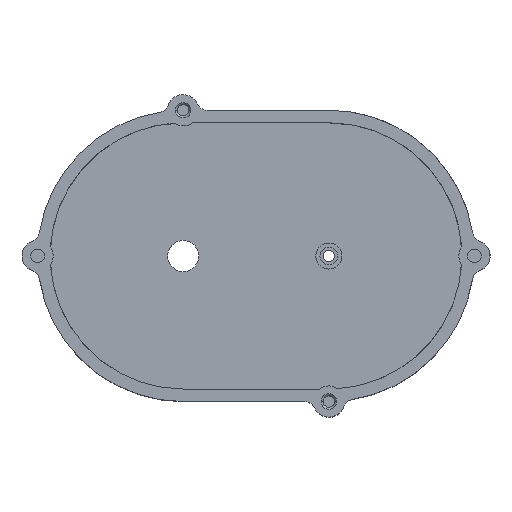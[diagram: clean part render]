
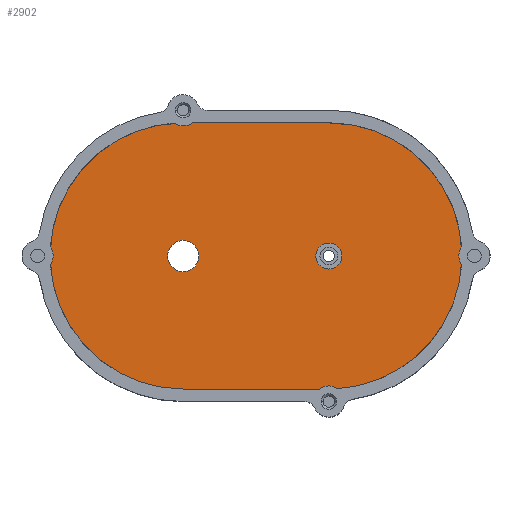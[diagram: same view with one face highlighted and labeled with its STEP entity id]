
A CAD part, top view. The second image highlights one B-rep face of the part: STEP entity #2902.
In plain terms, the highlighted planar face has unit normal (0, 0, 1).
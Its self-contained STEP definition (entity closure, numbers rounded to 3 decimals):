
#112=CARTESIAN_POINT('',(0.,70.,0.));
#113=DIRECTION('',(0.,0.,1.));
#114=DIRECTION('',(0.,1.,0.));
#115=AXIS2_PLACEMENT_3D('',#112,#113,#114);
#180=DIRECTION('',(1.,0.,0.));
#181=VECTOR('',#180,20.);
#182=CARTESIAN_POINT('',(0.,134.,0.));
#183=LINE('',#182,#181);
#196=DIRECTION('',(1.,0.,0.));
#197=VECTOR('',#196,20.);
#198=CARTESIAN_POINT('',(50.,134.,0.));
#199=LINE('',#198,#197);
#208=DIRECTION('',(0.,-1.,0.));
#209=VECTOR('',#208,6.);
#210=CARTESIAN_POINT('',(20.,140.,0.));
#211=LINE('',#210,#209);
#240=DIRECTION('',(-1.,0.,0.));
#241=VECTOR('',#240,30.);
#242=CARTESIAN_POINT('',(50.,140.,0.));
#243=LINE('',#242,#241);
#454=CARTESIAN_POINT('',(0.,70.,0.));
#455=DIRECTION('',(0.,0.,1.));
#456=DIRECTION('',(-1.,0.,0.));
#457=AXIS2_PLACEMENT_3D('',#454,#455,#456);
#459=CARTESIAN_POINT('',(0.,70.,0.));
#460=DIRECTION('',(0.,0.,1.));
#461=DIRECTION('',(1.,0.,0.));
#462=AXIS2_PLACEMENT_3D('',#459,#460,#461);
#474=CARTESIAN_POINT('',(70.,70.,0.));
#475=DIRECTION('',(0.,0.,1.));
#476=DIRECTION('',(-1.,0.,0.));
#477=AXIS2_PLACEMENT_3D('',#474,#475,#476);
#479=CARTESIAN_POINT('',(70.,70.,0.));
#480=DIRECTION('',(0.,0.,1.));
#481=DIRECTION('',(1.,0.,0.));
#482=AXIS2_PLACEMENT_3D('',#479,#480,#481);
#494=DIRECTION('',(0.,-1.,0.));
#495=VECTOR('',#494,6.);
#496=CARTESIAN_POINT('',(50.,140.,0.));
#497=LINE('',#496,#495);
#587=CARTESIAN_POINT('',(70.,70.,0.));
#588=DIRECTION('',(0.,0.,1.));
#589=DIRECTION('',(0.,-1.,0.));
#590=AXIS2_PLACEMENT_3D('',#587,#588,#589);
#621=DIRECTION('',(-1.,0.,0.));
#622=VECTOR('',#621,70.);
#623=CARTESIAN_POINT('',(70.,6.,0.));
#624=LINE('',#623,#622);
#1809=CARTESIAN_POINT('',(70.,6.,0.));
#1810=CARTESIAN_POINT('',(70.,134.,0.));
#1811=VERTEX_POINT('',#1809);
#1812=VERTEX_POINT('',#1810);
#1813=CARTESIAN_POINT('',(0.,6.,0.));
#1814=VERTEX_POINT('',#1813);
#1815=CARTESIAN_POINT('',(0.,134.,0.));
#1816=VERTEX_POINT('',#1815);
#1845=CARTESIAN_POINT('',(-7.5,70.,0.));
#1846=CARTESIAN_POINT('',(7.5,70.,0.));
#1847=VERTEX_POINT('',#1845);
#1848=VERTEX_POINT('',#1846);
#1869=CARTESIAN_POINT('',(63.75,70.,0.));
#1870=CARTESIAN_POINT('',(76.25,70.,0.));
#1871=VERTEX_POINT('',#1869);
#1872=VERTEX_POINT('',#1870);
#2147=CARTESIAN_POINT('',(20.,140.,0.));
#2149=VERTEX_POINT('',#2147);
#2153=CARTESIAN_POINT('',(50.,140.,0.));
#2154=VERTEX_POINT('',#2153);
#2155=CARTESIAN_POINT('',(20.,134.,0.));
#2157=VERTEX_POINT('',#2155);
#2161=CARTESIAN_POINT('',(50.,134.,0.));
#2162=VERTEX_POINT('',#2161);
#2873=CARTESIAN_POINT('',(0.,0.,0.));
#2874=DIRECTION('',(0.,0.,-1.));
#2875=DIRECTION('',(1.,0.,0.));
#2876=AXIS2_PLACEMENT_3D('',#2873,#2874,#2875);
#2877=PLANE('',#2876);
#2878=ORIENTED_EDGE('',*,*,#2586,.T.);
#2879=ORIENTED_EDGE('',*,*,#2611,.F.);
#2880=ORIENTED_EDGE('',*,*,#2645,.F.);
#2882=ORIENTED_EDGE('',*,*,#2881,.T.);
#2883=ORIENTED_EDGE('',*,*,#2595,.T.);
#2885=ORIENTED_EDGE('',*,*,#2884,.F.);
#2887=ORIENTED_EDGE('',*,*,#2886,.T.);
#2888=ORIENTED_EDGE('',*,*,#2444,.F.);
#2889=EDGE_LOOP('',(#2878,#2879,#2880,#2882,#2883,#2885,#2887,#2888));
#2890=FACE_OUTER_BOUND('',#2889,.F.);
#2891=ORIENTED_EDGE('',*,*,#2845,.T.);
#2893=ORIENTED_EDGE('',*,*,#2892,.T.);
#2894=EDGE_LOOP('',(#2891,#2893));
#2895=FACE_BOUND('',#2894,.F.);
#2897=ORIENTED_EDGE('',*,*,#2896,.T.);
#2899=ORIENTED_EDGE('',*,*,#2898,.T.);
#2900=EDGE_LOOP('',(#2897,#2899));
#2901=FACE_BOUND('',#2900,.F.);
#2902=ADVANCED_FACE('',(#2890,#2895,#2901),#2877,.F.);
#116=CIRCLE('',#115,64.);
#458=CIRCLE('',#457,7.5);
#463=CIRCLE('',#462,7.5);
#478=CIRCLE('',#477,6.25);
#483=CIRCLE('',#482,6.25);
#591=CIRCLE('',#590,64.);
#2444=EDGE_CURVE('',#1816,#1814,#116,.T.);
#2586=EDGE_CURVE('',#1816,#2157,#183,.T.);
#2595=EDGE_CURVE('',#2162,#1812,#199,.T.);
#2611=EDGE_CURVE('',#2149,#2157,#211,.T.);
#2645=EDGE_CURVE('',#2154,#2149,#243,.T.);
#2845=EDGE_CURVE('',#1847,#1848,#458,.T.);
#2881=EDGE_CURVE('',#2154,#2162,#497,.T.);
#2884=EDGE_CURVE('',#1811,#1812,#591,.T.);
#2886=EDGE_CURVE('',#1811,#1814,#624,.T.);
#2892=EDGE_CURVE('',#1848,#1847,#463,.T.);
#2896=EDGE_CURVE('',#1871,#1872,#478,.T.);
#2898=EDGE_CURVE('',#1872,#1871,#483,.T.);
